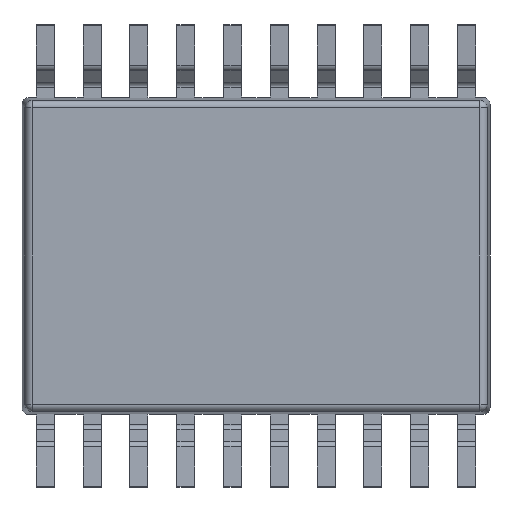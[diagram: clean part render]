
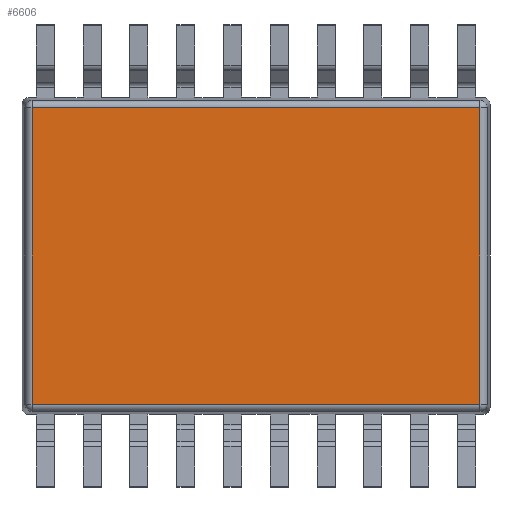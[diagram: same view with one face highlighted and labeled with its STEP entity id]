
A CAD part, front view. The second image highlights one B-rep face of the part: STEP entity #6606.
In plain terms, the highlighted planar face has unit normal (0, -1, 0).
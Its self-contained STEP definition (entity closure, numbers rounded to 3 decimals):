
#81 = VECTOR ( 'NONE', #3416, 1000. ) ;
#776 = EDGE_LOOP ( 'NONE', ( #2080, #7085, #9662, #4196 ) ) ;
#1020 = VERTEX_POINT ( 'NONE', #12332 ) ;
#1210 = AXIS2_PLACEMENT_3D ( 'NONE', #11082, #7973, #12210 ) ;
#2080 = ORIENTED_EDGE ( 'NONE', *, *, #7775, .T. ) ;
#2245 = CARTESIAN_POINT ( 'NONE',  ( 3.11, 0.1, -2.06 ) ) ;
#3178 = LINE ( 'NONE', #5583, #81 ) ;
#3355 = EDGE_CURVE ( 'NONE', #4021, #1020, #8333, .T. ) ;
#3416 = DIRECTION ( 'NONE',  ( 1., 0., 0. ) ) ;
#4021 = VERTEX_POINT ( 'NONE', #4696 ) ;
#4196 = ORIENTED_EDGE ( 'NONE', *, *, #3355, .T. ) ;
#4392 = VERTEX_POINT ( 'NONE', #6149 ) ;
#4650 = LINE ( 'NONE', #7907, #9288 ) ;
#4696 = CARTESIAN_POINT ( 'NONE',  ( 3.11, 0.1, 2.06 ) ) ;
#5583 = CARTESIAN_POINT ( 'NONE',  ( 0., 0.1, -2.06 ) ) ;
#5608 = DIRECTION ( 'NONE',  ( 0., 0., 1. ) ) ;
#6149 = CARTESIAN_POINT ( 'NONE',  ( -3.11, 0.1, -2.06 ) ) ;
#6487 = VECTOR ( 'NONE', #5608, 1000. ) ;
#6606 = ADVANCED_FACE ( 'NONE', ( #11873 ), #13254, .T. ) ;
#6998 = VECTOR ( 'NONE', #9996, 1000. ) ;
#7085 = ORIENTED_EDGE ( 'NONE', *, *, #10116, .T. ) ;
#7187 = VERTEX_POINT ( 'NONE', #2245 ) ;
#7775 = EDGE_CURVE ( 'NONE', #1020, #4392, #4650, .T. ) ;
#7826 = EDGE_CURVE ( 'NONE', #7187, #4021, #9917, .T. ) ;
#7907 = CARTESIAN_POINT ( 'NONE',  ( -3.11, 0.1, 0. ) ) ;
#7973 = DIRECTION ( 'NONE',  ( 0., -1., 0. ) ) ;
#8333 = LINE ( 'NONE', #10089, #6998 ) ;
#8782 = DIRECTION ( 'NONE',  ( 0., 0., -1. ) ) ;
#8968 = CARTESIAN_POINT ( 'NONE',  ( 3.11, 0.1, 0. ) ) ;
#9288 = VECTOR ( 'NONE', #8782, 1000. ) ;
#9662 = ORIENTED_EDGE ( 'NONE', *, *, #7826, .T. ) ;
#9917 = LINE ( 'NONE', #8968, #6487 ) ;
#9996 = DIRECTION ( 'NONE',  ( -1., 0., 0. ) ) ;
#10089 = CARTESIAN_POINT ( 'NONE',  ( 0., 0.1, 2.06 ) ) ;
#10116 = EDGE_CURVE ( 'NONE', #4392, #7187, #3178, .T. ) ;
#11082 = CARTESIAN_POINT ( 'NONE',  ( 0., 0.1, 0. ) ) ;
#11873 = FACE_OUTER_BOUND ( 'NONE', #776, .T. ) ;
#12210 = DIRECTION ( 'NONE',  ( 0., 0., -1. ) ) ;
#12332 = CARTESIAN_POINT ( 'NONE',  ( -3.11, 0.1, 2.06 ) ) ;
#13254 = PLANE ( 'NONE',  #1210 ) ;
